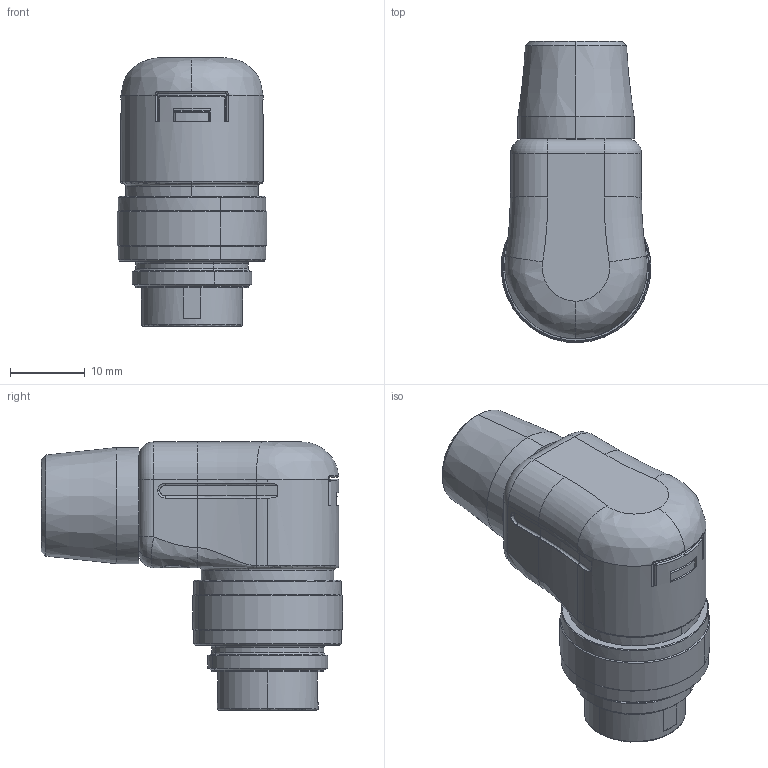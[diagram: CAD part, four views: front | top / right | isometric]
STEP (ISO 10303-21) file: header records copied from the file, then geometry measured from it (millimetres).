
FILE_DESCRIPTION(('CATIA V5 STEP Exchange','CAx-IF Rec.Pracs.--- Model Styling and Organization---1.4--- 2014-01-23'),'2;1');
FILE_NAME ('015896-2_0', '2022-04-20T09:59:26+00:00', ('none'), ('Weidmueller'), 'CATIA Version 5-6 Release 2016 SP3 HF44', 'CATIA V5 STEP AP214', 'none');
FILE_SCHEMA(('AUTOMOTIVE_DESIGN { 1 0 10303 214 1 1 1 1 }'));
Length unit declared in the file: millimetre
Products named in the file (1): 1548850000
Bounding box: 19.99 x 40.19 x 35.8 mm (x, y, z)
Volume: 13091.7 mm3; surface area: 4748.6 mm2
Topology: 2 solids, 4 shells, 275 faces, 727 edges, 424 vertices
Faces by surface type: cylinder 100, plane 53, torus 43, bspline 29, sphere 26, cone 24
Entity records: 8697 total; most frequent: CARTESIAN_POINT 2761, ORIENTED_EDGE 1350, DIRECTION 981, EDGE_CURVE 675, AXIS2_PLACEMENT_3D 547, VERTEX_POINT 424, CIRCLE 307, EDGE_LOOP 295
